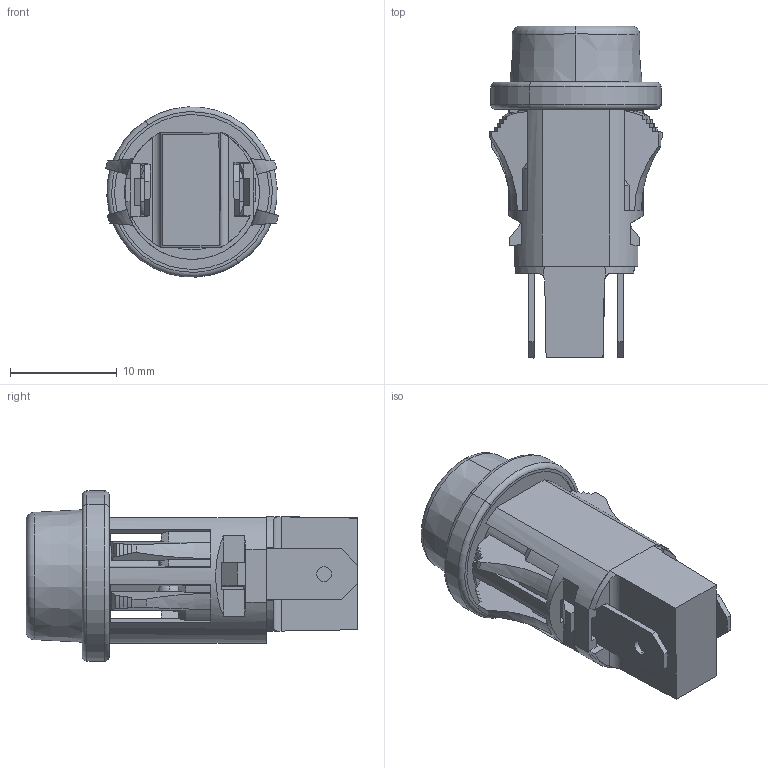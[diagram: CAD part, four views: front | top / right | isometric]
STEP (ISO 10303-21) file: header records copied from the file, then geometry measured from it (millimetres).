
FILE_DESCRIPTION (( 'STEP AP203' ), '1' );
FILE_NAME ('1050QC_Series_B7749.STEP', '2018-01-18T23:12:47', ( '' ), ( '' ), 'SwSTEP 2.0', 'SolidWorks 2016', '' );
FILE_SCHEMA (( 'CONFIG_CONTROL_DESIGN' ));
Length unit declared in the file: inch
Products named in the file (7): LN2730_LN2730 for B7749; 1050QC_Series_B7749; MB0460S; D11733 - B4816_Clear; E14065,6-A - C8185; E53911-A; MT4469T - C9470_Bend for General ASSY
Assembly tree (7 placements, depth 2):
  1050QC_Series_B7749
    MB0460S
    D11733 - B4816_Clear
    E14065,6-A - C8185
    E53911-A
    MT4469T - C9470_Bend for General ASSY  x2
    LN2730_LN2730 for B7749
Bounding box: 16.28 x 31.16 x 15.98 mm (x, y, z)
Volume: 1601.1 mm3; surface area: 4565.3 mm2
Topology: 7 solids, 8 shells, 406 faces, 1077 edges, 673 vertices
Faces by surface type: plane 204, cylinder 102, torus 42, cone 40, sphere 10, bspline 8
Entity records: 12646 total; most frequent: CARTESIAN_POINT 2667, DIRECTION 1973, ORIENTED_EDGE 1936, EDGE_CURVE 968, AXIS2_PLACEMENT_3D 722, VERTEX_POINT 610, VECTOR 529, LINE 529
